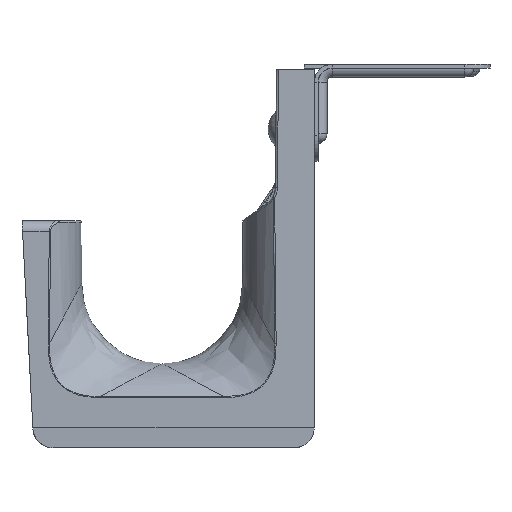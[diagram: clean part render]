
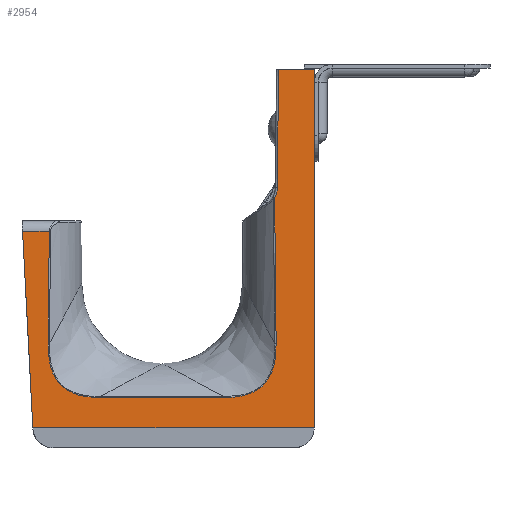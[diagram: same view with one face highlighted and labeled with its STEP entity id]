
A CAD part, front view. The second image highlights one B-rep face of the part: STEP entity #2954.
In plain terms, the highlighted planar face has unit normal (0, -1, 0.009).
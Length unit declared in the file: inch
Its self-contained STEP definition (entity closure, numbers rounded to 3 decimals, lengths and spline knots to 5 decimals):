
#384=B_SPLINE_CURVE_WITH_KNOTS('',3,(#15712,#15713,#15714,#15715,#15716,
#15717,#15718),.UNSPECIFIED.,.F.,.F.,(4,3,4),(0.,0.87809,1.),
 .UNSPECIFIED.);
#385=B_SPLINE_CURVE_WITH_KNOTS('',3,(#15722,#15723,#15724,#15725,#15726,
#15727,#15728,#15729,#15730,#15731),.UNSPECIFIED.,.F.,.F.,(4,2,2,2,4),(0.,
0.25,0.5,0.75,1.),.UNSPECIFIED.);
#386=B_SPLINE_CURVE_WITH_KNOTS('',3,(#15735,#15736,#15737,#15738,#15739,
#15740,#15741,#15742,#15743,#15744),.UNSPECIFIED.,.F.,.F.,(4,2,2,2,4),(0.,
0.25,0.5,0.75,1.),.UNSPECIFIED.);
#672=ELLIPSE('',#10377,126.05231,1.1);
#673=ELLIPSE('',#10378,0.27501,0.275);
#674=ELLIPSE('',#10379,126.05231,1.1);
#1102=LINE('',#15622,#1692);
#1107=LINE('',#15633,#1697);
#1119=LINE('',#15704,#1709);
#1120=LINE('',#15705,#1710);
#1121=LINE('',#15706,#1711);
#1122=LINE('',#15708,#1712);
#1123=LINE('',#15733,#1713);
#1692=VECTOR('',#12005,1.);
#1697=VECTOR('',#12014,1.);
#1709=VECTOR('',#12046,1.);
#1710=VECTOR('',#12047,1.);
#1711=VECTOR('',#12048,1.);
#1712=VECTOR('',#12049,1.);
#1713=VECTOR('',#12054,1.);
#2361=FACE_OUTER_BOUND('',#3848,.T.);
#2954=ADVANCED_FACE('',(#2361),#3455,.T.);
#3455=PLANE('',#10380);
#3848=EDGE_LOOP('',(#5165,#5166,#5167,#5168,#5169,#5170,#5171,#5172,#5173,
#5174,#5175,#5176,#5177));
#5165=ORIENTED_EDGE('',*,*,#8797,.T.);
#5166=ORIENTED_EDGE('',*,*,#8798,.T.);
#5167=ORIENTED_EDGE('',*,*,#8775,.F.);
#5168=ORIENTED_EDGE('',*,*,#8799,.T.);
#5169=ORIENTED_EDGE('',*,*,#8769,.F.);
#5170=ORIENTED_EDGE('',*,*,#8800,.T.);
#5171=ORIENTED_EDGE('',*,*,#8801,.T.);
#5172=ORIENTED_EDGE('',*,*,#8802,.T.);
#5173=ORIENTED_EDGE('',*,*,#8803,.T.);
#5174=ORIENTED_EDGE('',*,*,#8804,.T.);
#5175=ORIENTED_EDGE('',*,*,#8805,.T.);
#5176=ORIENTED_EDGE('',*,*,#8806,.T.);
#5177=ORIENTED_EDGE('',*,*,#8807,.T.);
#7766=VERTEX_POINT('',#15621);
#7767=VERTEX_POINT('',#15623);
#7771=VERTEX_POINT('',#15634);
#7772=VERTEX_POINT('',#15635);
#7788=VERTEX_POINT('',#15702);
#7789=VERTEX_POINT('',#15703);
#7790=VERTEX_POINT('',#15707);
#7791=VERTEX_POINT('',#15709);
#7792=VERTEX_POINT('',#15711);
#7793=VERTEX_POINT('',#15719);
#7794=VERTEX_POINT('',#15721);
#7795=VERTEX_POINT('',#15732);
#7796=VERTEX_POINT('',#15734);
#8769=EDGE_CURVE('',#7766,#7767,#1102,.T.);
#8775=EDGE_CURVE('',#7771,#7772,#1107,.T.);
#8797=EDGE_CURVE('',#7788,#7789,#672,.T.);
#8798=EDGE_CURVE('',#7789,#7772,#1119,.T.);
#8799=EDGE_CURVE('',#7771,#7767,#1120,.T.);
#8800=EDGE_CURVE('',#7766,#7790,#1121,.T.);
#8801=EDGE_CURVE('',#7790,#7791,#1122,.T.);
#8802=EDGE_CURVE('',#7791,#7792,#673,.T.);
#8803=EDGE_CURVE('',#7792,#7793,#384,.T.);
#8804=EDGE_CURVE('',#7793,#7794,#674,.T.);
#8805=EDGE_CURVE('',#7794,#7795,#385,.T.);
#8806=EDGE_CURVE('',#7795,#7796,#1123,.T.);
#8807=EDGE_CURVE('',#7796,#7788,#386,.T.);
#10377=AXIS2_PLACEMENT_3D('',#15701,#12044,#12045);
#10378=AXIS2_PLACEMENT_3D('',#15710,#12050,#12051);
#10379=AXIS2_PLACEMENT_3D('',#15720,#12052,#12053);
#10380=AXIS2_PLACEMENT_3D('',#15745,#12055,#12056);
#12005=DIRECTION('',(0.,-0.009,-1.));
#12014=DIRECTION('',(-0.052,0.009,0.999));
#12044=DIRECTION('',(0.,-1.,0.009));
#12045=DIRECTION('',(0.,-0.009,-1.));
#12046=DIRECTION('',(-1.,0.,0.));
#12047=DIRECTION('',(1.,0.,0.));
#12048=DIRECTION('',(-1.,0.,0.));
#12049=DIRECTION('',(-0.009,-0.009,-1.));
#12050=DIRECTION('',(0.,1.,-0.009));
#12051=DIRECTION('',(0.,-0.009,-1.));
#12052=DIRECTION('',(0.,-1.,0.009));
#12053=DIRECTION('',(0.,-0.009,-1.));
#12054=DIRECTION('',(-1.,0.,0.));
#12055=DIRECTION('',(0.,-1.,0.009));
#12056=DIRECTION('',(0.,-0.009,-1.));
#15621=CARTESIAN_POINT('',(0.26763,-0.83627,0.73738));
#15622=CARTESIAN_POINT('',(0.26763,-0.875,-3.70012));
#15623=CARTESIAN_POINT('',(0.26763,-0.875,-3.70012));
#15633=CARTESIAN_POINT('',(-3.22022,-0.87487,-3.68489));
#15634=CARTESIAN_POINT('',(-3.21942,-0.875,-3.70012));
#15635=CARTESIAN_POINT('',(-3.34697,-0.85376,-1.26649));
#15701=CARTESIAN_POINT('',(-3.73903,-0.025,93.70034));
#15702=CARTESIAN_POINT('',(-3.02994,-0.86594,-2.66217));
#15703=CARTESIAN_POINT('',(-3.01574,-0.85376,-1.26649));
#15704=CARTESIAN_POINT('',(-3.21942,-0.85376,-1.26649));
#15705=CARTESIAN_POINT('',(-3.21942,-0.875,-3.70012));
#15706=CARTESIAN_POINT('',(0.21808,-0.83627,0.73738));
#15707=CARTESIAN_POINT('',(-0.17557,-0.83627,0.73738));
#15708=CARTESIAN_POINT('',(-0.18833,-0.84904,-0.72493));
#15709=CARTESIAN_POINT('',(-0.18833,-0.84903,-0.72471));
#15710=CARTESIAN_POINT('',(-0.46331,-0.84901,-0.72231));
#15711=CARTESIAN_POINT('',(-0.21879,-0.85011,-0.84815));
#15712=CARTESIAN_POINT('',(-0.21879,-0.85011,-0.84815));
#15713=CARTESIAN_POINT('',(-0.22055,-0.85014,-0.85156));
#15714=CARTESIAN_POINT('',(-0.22208,-0.85017,-0.85524));
#15715=CARTESIAN_POINT('',(-0.22251,-0.85021,-0.85906));
#15716=CARTESIAN_POINT('',(-0.22257,-0.85021,-0.8596));
#15717=CARTESIAN_POINT('',(-0.2226,-0.85022,-0.86015));
#15718=CARTESIAN_POINT('',(-0.2226,-0.85022,-0.8607));
#15719=CARTESIAN_POINT('',(-0.2226,-0.85022,-0.8607));
#15720=CARTESIAN_POINT('',(0.50473,-0.025,93.70034));
#15721=CARTESIAN_POINT('',(-0.20436,-0.86594,-2.66217));
#15722=CARTESIAN_POINT('',(-0.20436,-0.86594,-2.66217));
#15723=CARTESIAN_POINT('',(-0.20343,-0.86673,-2.75213));
#15724=CARTESIAN_POINT('',(-0.21028,-0.86751,-2.84237));
#15725=CARTESIAN_POINT('',(-0.2538,-0.86902,-3.0154));
#15726=CARTESIAN_POINT('',(-0.29301,-0.86977,-3.10036));
#15727=CARTESIAN_POINT('',(-0.41671,-0.8709,-3.23042));
#15728=CARTESIAN_POINT('',(-0.49888,-0.87127,-3.27308));
#15729=CARTESIAN_POINT('',(-0.67169,-0.8717,-3.32177));
#15730=CARTESIAN_POINT('',(-0.76167,-0.87177,-3.32989));
#15731=CARTESIAN_POINT('',(-0.85165,-0.87177,-3.32989));
#15732=CARTESIAN_POINT('',(-0.85165,-0.87177,-3.32989));
#15733=CARTESIAN_POINT('',(-2.39569,-0.87177,-3.32989));
#15734=CARTESIAN_POINT('',(-2.38265,-0.87177,-3.32989));
#15735=CARTESIAN_POINT('',(-2.38265,-0.87177,-3.32989));
#15736=CARTESIAN_POINT('',(-2.47264,-0.87177,-3.32989));
#15737=CARTESIAN_POINT('',(-2.56276,-0.8717,-3.32169));
#15738=CARTESIAN_POINT('',(-2.73468,-0.87128,-3.27333));
#15739=CARTESIAN_POINT('',(-2.81809,-0.8709,-3.23001));
#15740=CARTESIAN_POINT('',(-2.94133,-0.86976,-3.1002));
#15741=CARTESIAN_POINT('',(-2.98025,-0.86903,-3.01631));
#15742=CARTESIAN_POINT('',(-3.02418,-0.86751,-2.84183));
#15743=CARTESIAN_POINT('',(-3.03087,-0.86673,-2.75212));
#15744=CARTESIAN_POINT('',(-3.02994,-0.86594,-2.66217));
#15745=CARTESIAN_POINT('',(-3.21942,-0.875,-3.70012));
